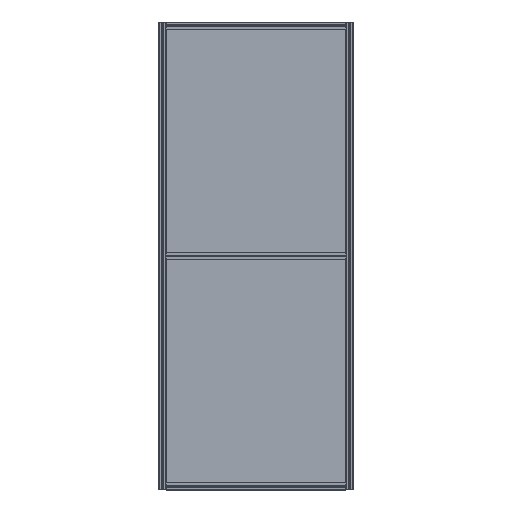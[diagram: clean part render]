
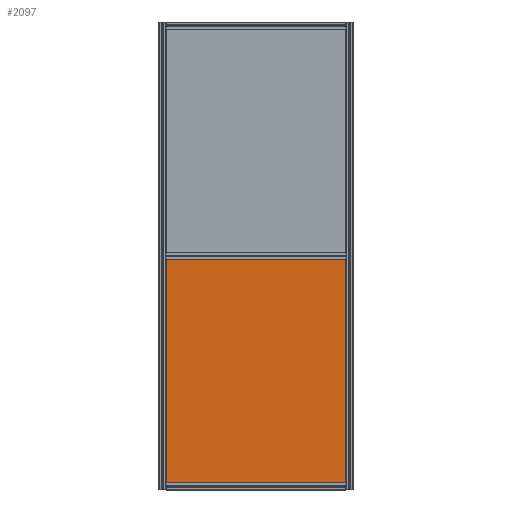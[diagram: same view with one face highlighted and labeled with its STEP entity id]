
A CAD part, front view. The second image highlights one B-rep face of the part: STEP entity #2097.
In plain terms, the highlighted planar face has unit normal (0, -1, 0).
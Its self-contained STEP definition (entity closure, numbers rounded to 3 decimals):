
#2097=ADVANCED_FACE('',(#2499),#2500,.T.);
#2499=FACE_OUTER_BOUND('',#3209,.T.);
#2500=PLANE('',#3210);
#3209=EDGE_LOOP('',(#3933,#3934,#3935,#3936));
#3210=AXIS2_PLACEMENT_3D('',#3937,#3938,#3939);
#3933=ORIENTED_EDGE('',*,*,#6748,.F.);
#3934=ORIENTED_EDGE('',*,*,#6750,.F.);
#3935=ORIENTED_EDGE('',*,*,#6744,.F.);
#3936=ORIENTED_EDGE('',*,*,#6741,.F.);
#3937=CARTESIAN_POINT('',(0.,-2.,-590.0));
#3938=DIRECTION('',(0.0,-1.0,0.));
#3939=DIRECTION('',(1.0,0.0,0.0));
#6741=EDGE_CURVE('',#7658,#7660,#7661,.T.);
#6744=EDGE_CURVE('',#7660,#7665,#7666,.T.);
#6748=EDGE_CURVE('',#7671,#7658,#7673,.T.);
#6750=EDGE_CURVE('',#7665,#7671,#7675,.T.);
#7658=VERTEX_POINT('',#9192);
#7660=VERTEX_POINT('',#9195);
#7661=LINE('',#9196,#9197);
#7665=VERTEX_POINT('',#9203);
#7666=LINE('',#9204,#9205);
#7671=VERTEX_POINT('',#9212);
#7673=LINE('',#9215,#9216);
#7675=LINE('',#9219,#9220);
#9192=CARTESIAN_POINT('',(-470.0,-2.,-1170.0));
#9195=CARTESIAN_POINT('',(-470.0,-2.0,-10.0));
#9196=CARTESIAN_POINT('',(-470.0,-2.,-590.0));
#9197=VECTOR('',#12298,1.0);
#9203=CARTESIAN_POINT('',(470.0,-2.0,-10.0));
#9204=CARTESIAN_POINT('',(0.,-2.0,-10.0));
#9205=VECTOR('',#12301,1.0);
#9212=CARTESIAN_POINT('',(470.0,-2.,-1170.0));
#9215=CARTESIAN_POINT('',(0.,-2.,-1170.0));
#9216=VECTOR('',#12305,1.0);
#9219=CARTESIAN_POINT('',(470.0,-2.,-590.0));
#9220=VECTOR('',#12307,1.0);
#12298=DIRECTION('',(0.0,0.,1.0));
#12301=DIRECTION('',(1.0,0.0,0.0));
#12305=DIRECTION('',(-1.0,0.0,0.0));
#12307=DIRECTION('',(0.0,0.,-1.0));
